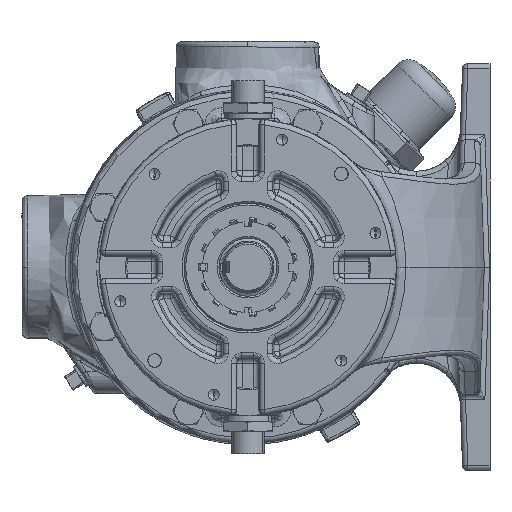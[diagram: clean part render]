
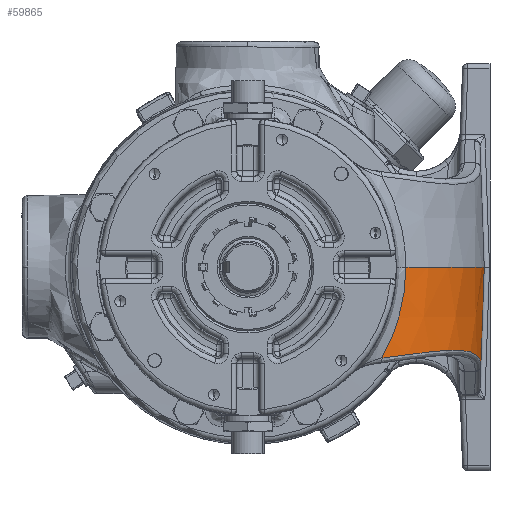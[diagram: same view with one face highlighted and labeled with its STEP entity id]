
A CAD part, left-side view. The second image highlights one B-rep face of the part: STEP entity #59865.
In plain terms, the highlighted conical face has half-angle 2 degrees and reference radius 105.414 mm.
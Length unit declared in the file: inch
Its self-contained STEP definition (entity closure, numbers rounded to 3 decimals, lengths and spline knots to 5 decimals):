
#4885 = DIRECTION ( 'NONE',  ( 0., 0., 1. ) ) ;
#5130 = CARTESIAN_POINT ( 'NONE',  ( -9.25944, -3.5892, -0.04556 ) ) ;
#6277 = CARTESIAN_POINT ( 'NONE',  ( -9.3225, -3.42446, -1.15803 ) ) ;
#9958 = CIRCLE ( 'NONE', #27247, 4.15014 ) ;
#15359 = DIRECTION ( 'NONE',  ( -1., 0., 0. ) ) ;
#21161 = CARTESIAN_POINT ( 'NONE',  ( -8.7994, -4.04696, -1.9349 ) ) ;
#22318 = CARTESIAN_POINT ( 'NONE',  ( -7.30951, -5.03857, -1.91742 ) ) ;
#24418 = B_SPLINE_CURVE_WITH_KNOTS ( 'NONE', 3,
 ( #101513, #263117, #317335, #155827, #344400, #182937, #21161, #210085, #48331, #237170, #75511, #264259, #102676, #291399, #129859, #318505, #156968, #345570, #184084, #22318, #211241, #49492, #238322, #76671, #265421, #103840, #292570, #131016 ),
 .UNSPECIFIED., .F., .F.,
 ( 4, 2, 2, 2, 2, 2, 2, 2, 2, 2, 2, 2, 2, 4 ),
 ( 0., 0.01441, 0.02882, 0.03243, 0.03603, 0.04324, 0.05765, 0.06485, 0.06846, 0.07206, 0.08647, 0.09368, 0.10088, 0.1153 ),
 .UNSPECIFIED. ) ;
#27247 = AXIS2_PLACEMENT_3D ( 'NONE', #338657, #177160, #15359 ) ;
#33404 = CARTESIAN_POINT ( 'NONE',  ( -9.34183, -3.38524, -1.28739 ) ) ;
#45371 = B_SPLINE_CURVE_WITH_KNOTS ( 'NONE', 3,
 ( #328470, #5130, #248209, #86606, #275339, #113836, #302503, #140955, #329650, #168079, #6277, #195199, #33404, #222308, #60575, #249361, #87765, #276493 ),
 .UNSPECIFIED., .F., .F.,
 ( 4, 2, 2, 2, 2, 2, 2, 2, 4 ),
 ( 0., 0.00347, 0.00695, 0.0139, 0.02779, 0.03127, 0.03474, 0.04169, 0.05558 ),
 .UNSPECIFIED. ) ;
#48331 = CARTESIAN_POINT ( 'NONE',  ( -8.69873, -4.14872, -1.92302 ) ) ;
#49492 = CARTESIAN_POINT ( 'NONE',  ( -6.86181, -5.17438, -1.98207 ) ) ;
#56996 = ORIENTED_EDGE ( 'NONE', *, *, #248927, .T. ) ;
#59865 = ADVANCED_FACE ( 'Defeatured_0_3625', ( #127655 ), #119167, .T. ) ;
#60575 = CARTESIAN_POINT ( 'NONE',  ( -9.3781, -3.31155, -1.49977 ) ) ;
#60582 = VERTEX_POINT ( 'NONE', #327838 ) ;
#75511 = CARTESIAN_POINT ( 'NONE',  ( -8.52424, -4.31038, -1.90589 ) ) ;
#76671 = CARTESIAN_POINT ( 'NONE',  ( -6.58858, -5.2321, -2.0363 ) ) ;
#85398 = VERTEX_POINT ( 'NONE', #148343 ) ;
#86606 = CARTESIAN_POINT ( 'NONE',  ( -9.25671, -3.58479, -0.18184 ) ) ;
#87765 = CARTESIAN_POINT ( 'NONE',  ( -9.46305, -3.13319, -1.90843 ) ) ;
#101513 = CARTESIAN_POINT ( 'NONE',  ( -9.501, -3.04542, -2.0628 ) ) ;
#102676 = CARTESIAN_POINT ( 'NONE',  ( -8.15204, -4.60098, -1.88424 ) ) ;
#103840 = CARTESIAN_POINT ( 'NONE',  ( -6.21943, -5.2823, -2.12715 ) ) ;
#110363 = CARTESIAN_POINT ( 'NONE',  ( -5.855, -5.2637, -3.005 ) ) ;
#113836 = CARTESIAN_POINT ( 'NONE',  ( -9.2572, -3.57303, -0.36242 ) ) ;
#114069 = ORIENTED_EDGE ( 'NONE', *, *, #241732, .T. ) ;
#119167 = CONICAL_SURFACE ( 'NONE', #313988, 4.15014, 0.035 ) ;
#121500 = EDGE_LOOP ( 'NONE', ( #114069, #56996, #200733, #229121 ) ) ;
#127655 = FACE_OUTER_BOUND ( 'NONE', #121500, .T. ) ;
#129859 = CARTESIAN_POINT ( 'NONE',  ( -7.82765, -4.79609, -1.88563 ) ) ;
#131016 = CARTESIAN_POINT ( 'NONE',  ( -5.855, -5.29023, -2.24525 ) ) ;
#140955 = CARTESIAN_POINT ( 'NONE',  ( -9.27253, -3.52863, -0.71984 ) ) ;
#148343 = CARTESIAN_POINT ( 'NONE',  ( -5.855, -5.29023, -2.24525 ) ) ;
#155827 = CARTESIAN_POINT ( 'NONE',  ( -9.10827, -3.68953, -1.98052 ) ) ;
#156968 = CARTESIAN_POINT ( 'NONE',  ( -7.65806, -4.8833, -1.89246 ) ) ;
#168079 = CARTESIAN_POINT ( 'NONE',  ( -9.31651, -3.43666, -1.11449 ) ) ;
#177160 = DIRECTION ( 'NONE',  ( 0., 0., -1. ) ) ;
#182937 = CARTESIAN_POINT ( 'NONE',  ( -8.832, -4.01241, -1.93909 ) ) ;
#184084 = CARTESIAN_POINT ( 'NONE',  ( -7.52795, -4.94418, -1.9004 ) ) ;
#195199 = CARTESIAN_POINT ( 'NONE',  ( -9.33516, -3.39876, -1.24446 ) ) ;
#200733 = ORIENTED_EDGE ( 'NONE', *, *, #319236, .F. ) ;
#210085 = CARTESIAN_POINT ( 'NONE',  ( -8.73279, -4.11509, -1.92687 ) ) ;
#211241 = CARTESIAN_POINT ( 'NONE',  ( -7.13193, -5.10059, -1.93836 ) ) ;
#217574 = VERTEX_POINT ( 'NONE', #263475 ) ;
#219740 = CARTESIAN_POINT ( 'NONE',  ( -5.855, -1.21849, 0. ) ) ;
#222308 = CARTESIAN_POINT ( 'NONE',  ( -9.36281, -3.34267, -1.41539 ) ) ;
#229121 = ORIENTED_EDGE ( 'NONE', *, *, #280198, .T. ) ;
#237170 = CARTESIAN_POINT ( 'NONE',  ( -8.59521, -4.24738, -1.9122 ) ) ;
#238322 = CARTESIAN_POINT ( 'NONE',  ( -6.77113, -5.19575, -1.9987 ) ) ;
#241732 = EDGE_CURVE ( 'Defeatured_0_3625+Defeatured_0_3672+Defeatured_0_3622+Defeatured_0_3550', #60582, #217574, #45371, .T. ) ;
#244774 = DIRECTION ( 'NONE',  ( 0., 0.035, -0.999 ) ) ;
#246809 = DIRECTION ( 'NONE',  ( -1., 0., 0. ) ) ;
#248209 = CARTESIAN_POINT ( 'NONE',  ( -9.2582, -3.5882, -0.0911 ) ) ;
#248927 = EDGE_CURVE ( 'Defeatured_0_3625+Defeatured_0_3550+Defeatured_0_3672+Defeatured_0_3546', #217574, #85398, #24418, .T. ) ;
#249361 = CARTESIAN_POINT ( 'NONE',  ( -9.4268, -3.21057, -1.74849 ) ) ;
#262833 = VECTOR ( 'NONE', #244774, 39.37008 ) ;
#263117 = CARTESIAN_POINT ( 'NONE',  ( -9.41623, -3.21618, -2.04248 ) ) ;
#263475 = CARTESIAN_POINT ( 'NONE',  ( -9.501, -3.04542, -2.0628 ) ) ;
#264259 = CARTESIAN_POINT ( 'NONE',  ( -8.30553, -4.49123, -1.89027 ) ) ;
#265421 = CARTESIAN_POINT ( 'NONE',  ( -6.49664, -5.24708, -2.05729 ) ) ;
#273899 = VERTEX_POINT ( 'NONE', #341773 ) ;
#275339 = CARTESIAN_POINT ( 'NONE',  ( -9.25647, -3.58237, -0.22708 ) ) ;
#276493 = CARTESIAN_POINT ( 'NONE',  ( -9.501, -3.04542, -2.0628 ) ) ;
#280198 = EDGE_CURVE ( 'Defeatured_0_3625+Defeatured_0_3622+Defeatured_0_3546+Defeatured_0_3672', #273899, #60582, #9958, .T. ) ;
#291399 = CARTESIAN_POINT ( 'NONE',  ( -7.9102, -4.74935, -1.88416 ) ) ;
#292570 = CARTESIAN_POINT ( 'NONE',  ( -6.03631, -5.29244, -2.18197 ) ) ;
#302503 = CARTESIAN_POINT ( 'NONE',  ( -9.25964, -3.56401, -0.45215 ) ) ;
#313988 = AXIS2_PLACEMENT_3D ( 'NONE', #219740, #4885, #246809 ) ;
#317335 = CARTESIAN_POINT ( 'NONE',  ( -9.3206, -3.37899, -2.02135 ) ) ;
#318505 = CARTESIAN_POINT ( 'NONE',  ( -7.70083, -4.86202, -1.89043 ) ) ;
#319236 = EDGE_CURVE ( 'Defeatured_0_3546+Defeatured_0_3625+Defeatured_0_3544+Defeatured_0_3547', #273899, #85398, #343014, .T. ) ;
#327838 = CARTESIAN_POINT ( 'NONE',  ( -9.26118, -3.58948, 0. ) ) ;
#328470 = CARTESIAN_POINT ( 'NONE',  ( -9.26118, -3.58948, 0. ) ) ;
#329650 = CARTESIAN_POINT ( 'NONE',  ( -9.28856, -3.49403, -0.89633 ) ) ;
#338657 = CARTESIAN_POINT ( 'NONE',  ( -5.855, -1.21849, 0. ) ) ;
#341773 = CARTESIAN_POINT ( 'NONE',  ( -5.855, -5.36863, 0. ) ) ;
#343014 = LINE ( 'NONE', #110363, #262833 ) ;
#344400 = CARTESIAN_POINT ( 'NONE',  ( -8.99156, -3.83726, -1.9608 ) ) ;
#345570 = CARTESIAN_POINT ( 'NONE',  ( -7.5715, -4.92444, -1.89745 ) ) ;
